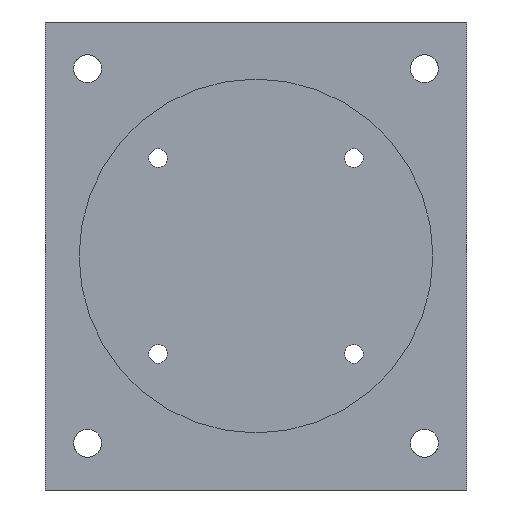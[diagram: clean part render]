
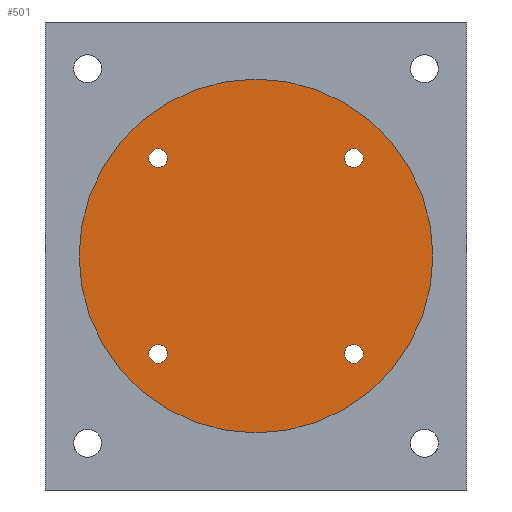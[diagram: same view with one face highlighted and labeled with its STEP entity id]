
A CAD part, front view. The second image highlights one B-rep face of the part: STEP entity #501.
In plain terms, the highlighted planar face has unit normal (0, -1, 0).
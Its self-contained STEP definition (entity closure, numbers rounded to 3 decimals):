
#2 = EDGE_LOOP ( 'NONE', ( #855, #666 ) ) ;
#17 = DIRECTION ( 'NONE',  ( 0., -1., 0. ) ) ;
#29 = DIRECTION ( 'NONE',  ( 0., -1., 0. ) ) ;
#31 = EDGE_CURVE ( 'NONE', #661, #1298, #776, .T. ) ;
#33 = CARTESIAN_POINT ( 'NONE',  ( 20.9, 3., 18.9 ) ) ;
#48 = FACE_BOUND ( 'NONE', #422, .T. ) ;
#65 = DIRECTION ( 'NONE',  ( 0., 0., -1. ) ) ;
#67 = DIRECTION ( 'NONE',  ( 0., -1., 0. ) ) ;
#72 = CARTESIAN_POINT ( 'NONE',  ( -20.9, 3., -20.9 ) ) ;
#76 = EDGE_CURVE ( 'NONE', #1190, #718, #984, .T. ) ;
#83 = AXIS2_PLACEMENT_3D ( 'NONE', #464, #668, #65 ) ;
#131 = CIRCLE ( 'NONE', #570, 2. ) ;
#132 = CARTESIAN_POINT ( 'NONE',  ( 20.9, 3., 22.9 ) ) ;
#135 = CARTESIAN_POINT ( 'NONE',  ( -20.9, 3., 20.9 ) ) ;
#143 = CARTESIAN_POINT ( 'NONE',  ( 0., 3., 0. ) ) ;
#145 = EDGE_CURVE ( 'NONE', #812, #418, #1135, .T. ) ;
#163 = CARTESIAN_POINT ( 'NONE',  ( 0., 3., -37.8 ) ) ;
#164 = CARTESIAN_POINT ( 'NONE',  ( 20.9, 3., 20.9 ) ) ;
#169 = CIRCLE ( 'NONE', #83, 2. ) ;
#181 = CARTESIAN_POINT ( 'NONE',  ( -20.9, 3., 18.9 ) ) ;
#183 = DIRECTION ( 'NONE',  ( 0., -1., 0. ) ) ;
#193 = CARTESIAN_POINT ( 'NONE',  ( -20.9, 3., -22.9 ) ) ;
#206 = AXIS2_PLACEMENT_3D ( 'NONE', #164, #256, #261 ) ;
#230 = EDGE_CURVE ( 'NONE', #493, #532, #589, .T. ) ;
#245 = EDGE_LOOP ( 'NONE', ( #1272, #364 ) ) ;
#248 = CARTESIAN_POINT ( 'NONE',  ( 0., 3., 0. ) ) ;
#256 = DIRECTION ( 'NONE',  ( 0., -1., 0. ) ) ;
#261 = DIRECTION ( 'NONE',  ( 0., 0., -1. ) ) ;
#277 = CARTESIAN_POINT ( 'NONE',  ( 20.9, 3., -22.9 ) ) ;
#301 = DIRECTION ( 'NONE',  ( 0., -1., 0. ) ) ;
#315 = EDGE_LOOP ( 'NONE', ( #357, #1101 ) ) ;
#320 = DIRECTION ( 'NONE',  ( 0., -1., 0. ) ) ;
#345 = DIRECTION ( 'NONE',  ( 0., 0., -1. ) ) ;
#348 = FACE_OUTER_BOUND ( 'NONE', #922, .T. ) ;
#357 = ORIENTED_EDGE ( 'NONE', *, *, #577, .F. ) ;
#364 = ORIENTED_EDGE ( 'NONE', *, *, #969, .F. ) ;
#377 = AXIS2_PLACEMENT_3D ( 'NONE', #1105, #407, #794 ) ;
#378 = AXIS2_PLACEMENT_3D ( 'NONE', #423, #301, #1307 ) ;
#407 = DIRECTION ( 'NONE',  ( 0., -1., 0. ) ) ;
#418 = VERTEX_POINT ( 'NONE', #33 ) ;
#422 = EDGE_LOOP ( 'NONE', ( #1148, #1107 ) ) ;
#423 = CARTESIAN_POINT ( 'NONE',  ( 20.9, 3., 20.9 ) ) ;
#424 = ORIENTED_EDGE ( 'NONE', *, *, #1100, .T. ) ;
#447 = DIRECTION ( 'NONE',  ( 0., -1., 0. ) ) ;
#464 = CARTESIAN_POINT ( 'NONE',  ( -20.9, 3., -20.9 ) ) ;
#475 = CARTESIAN_POINT ( 'NONE',  ( -20.9, 3., -18.9 ) ) ;
#492 = EDGE_CURVE ( 'NONE', #1298, #661, #590, .T. ) ;
#493 = VERTEX_POINT ( 'NONE', #1035 ) ;
#501 = ADVANCED_FACE ( 'NONE', ( #534, #48, #821, #1249, #348 ), #1222, .T. ) ;
#503 = AXIS2_PLACEMENT_3D ( 'NONE', #248, #320, #723 ) ;
#527 = AXIS2_PLACEMENT_3D ( 'NONE', #1130, #17, #738 ) ;
#532 = VERTEX_POINT ( 'NONE', #163 ) ;
#534 = FACE_BOUND ( 'NONE', #315, .T. ) ;
#541 = CARTESIAN_POINT ( 'NONE',  ( 20.9, 3., -20.9 ) ) ;
#570 = AXIS2_PLACEMENT_3D ( 'NONE', #72, #67, #1276 ) ;
#577 = EDGE_CURVE ( 'NONE', #648, #690, #169, .T. ) ;
#589 = CIRCLE ( 'NONE', #377, 37.8 ) ;
#590 = CIRCLE ( 'NONE', #527, 2. ) ;
#648 = VERTEX_POINT ( 'NONE', #475 ) ;
#653 = DIRECTION ( 'NONE',  ( 0., -1., 0. ) ) ;
#656 = CIRCLE ( 'NONE', #1264, 2. ) ;
#661 = VERTEX_POINT ( 'NONE', #277 ) ;
#666 = ORIENTED_EDGE ( 'NONE', *, *, #31, .F. ) ;
#668 = DIRECTION ( 'NONE',  ( 0., -1., 0. ) ) ;
#678 = DIRECTION ( 'NONE',  ( 0., 0., -1. ) ) ;
#690 = VERTEX_POINT ( 'NONE', #193 ) ;
#718 = VERTEX_POINT ( 'NONE', #181 ) ;
#723 = DIRECTION ( 'NONE',  ( 0., 0., -1. ) ) ;
#738 = DIRECTION ( 'NONE',  ( 0., 0., -1. ) ) ;
#776 = CIRCLE ( 'NONE', #1217, 2. ) ;
#794 = DIRECTION ( 'NONE',  ( 0., 0., -1. ) ) ;
#812 = VERTEX_POINT ( 'NONE', #132 ) ;
#821 = FACE_BOUND ( 'NONE', #245, .T. ) ;
#833 = CARTESIAN_POINT ( 'NONE',  ( 20.9, 3., -18.9 ) ) ;
#855 = ORIENTED_EDGE ( 'NONE', *, *, #492, .F. ) ;
#892 = ORIENTED_EDGE ( 'NONE', *, *, #230, .T. ) ;
#902 = CIRCLE ( 'NONE', #378, 2. ) ;
#903 = CIRCLE ( 'NONE', #1138, 37.8 ) ;
#922 = EDGE_LOOP ( 'NONE', ( #424, #892 ) ) ;
#969 = EDGE_CURVE ( 'NONE', #418, #812, #902, .T. ) ;
#984 = CIRCLE ( 'NONE', #1279, 2. ) ;
#1035 = CARTESIAN_POINT ( 'NONE',  ( 0., 3., 37.8 ) ) ;
#1058 = DIRECTION ( 'NONE',  ( 0., 0., -1. ) ) ;
#1068 = CARTESIAN_POINT ( 'NONE',  ( -20.9, 3., 20.9 ) ) ;
#1100 = EDGE_CURVE ( 'NONE', #532, #493, #903, .T. ) ;
#1101 = ORIENTED_EDGE ( 'NONE', *, *, #1191, .F. ) ;
#1105 = CARTESIAN_POINT ( 'NONE',  ( 0., 3., 0. ) ) ;
#1107 = ORIENTED_EDGE ( 'NONE', *, *, #1131, .F. ) ;
#1130 = CARTESIAN_POINT ( 'NONE',  ( 20.9, 3., -20.9 ) ) ;
#1131 = EDGE_CURVE ( 'NONE', #718, #1190, #656, .T. ) ;
#1135 = CIRCLE ( 'NONE', #206, 2. ) ;
#1138 = AXIS2_PLACEMENT_3D ( 'NONE', #143, #29, #345 ) ;
#1148 = ORIENTED_EDGE ( 'NONE', *, *, #76, .F. ) ;
#1190 = VERTEX_POINT ( 'NONE', #1266 ) ;
#1191 = EDGE_CURVE ( 'NONE', #690, #648, #131, .T. ) ;
#1217 = AXIS2_PLACEMENT_3D ( 'NONE', #541, #653, #1058 ) ;
#1222 = PLANE ( 'NONE',  #503 ) ;
#1249 = FACE_BOUND ( 'NONE', #2, .T. ) ;
#1251 = DIRECTION ( 'NONE',  ( 0., 0., -1. ) ) ;
#1264 = AXIS2_PLACEMENT_3D ( 'NONE', #1068, #183, #678 ) ;
#1266 = CARTESIAN_POINT ( 'NONE',  ( -20.9, 3., 22.9 ) ) ;
#1272 = ORIENTED_EDGE ( 'NONE', *, *, #145, .F. ) ;
#1276 = DIRECTION ( 'NONE',  ( 0., 0., -1. ) ) ;
#1279 = AXIS2_PLACEMENT_3D ( 'NONE', #135, #447, #1251 ) ;
#1298 = VERTEX_POINT ( 'NONE', #833 ) ;
#1307 = DIRECTION ( 'NONE',  ( 0., 0., -1. ) ) ;
